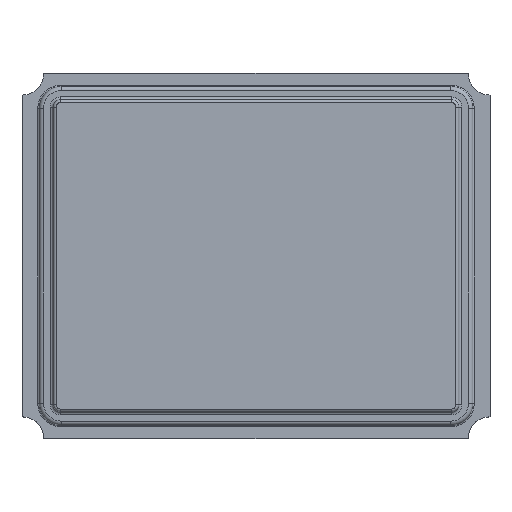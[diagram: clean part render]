
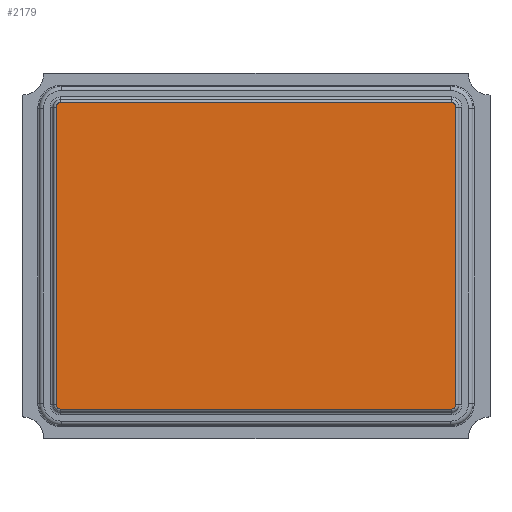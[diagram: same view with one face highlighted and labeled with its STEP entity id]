
A CAD part, top view. The second image highlights one B-rep face of the part: STEP entity #2179.
In plain terms, the highlighted planar face has unit normal (0, 0, 1).
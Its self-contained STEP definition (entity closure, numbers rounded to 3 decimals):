
#107=CIRCLE('',#2308,0.03);
#108=CIRCLE('',#2309,0.03);
#109=CIRCLE('',#2310,0.03);
#110=CIRCLE('',#2311,0.03);
#299=ORIENTED_EDGE('',*,*,#739,.T.);
#300=ORIENTED_EDGE('',*,*,#740,.T.);
#301=ORIENTED_EDGE('',*,*,#741,.T.);
#302=ORIENTED_EDGE('',*,*,#742,.T.);
#303=ORIENTED_EDGE('',*,*,#743,.T.);
#304=ORIENTED_EDGE('',*,*,#744,.T.);
#305=ORIENTED_EDGE('',*,*,#745,.T.);
#306=ORIENTED_EDGE('',*,*,#746,.T.);
#739=EDGE_CURVE('',#951,#952,#107,.T.);
#740=EDGE_CURVE('',#952,#953,#1084,.T.);
#741=EDGE_CURVE('',#953,#954,#108,.T.);
#742=EDGE_CURVE('',#954,#955,#1085,.T.);
#743=EDGE_CURVE('',#955,#956,#109,.T.);
#744=EDGE_CURVE('',#956,#957,#1086,.T.);
#745=EDGE_CURVE('',#957,#958,#110,.T.);
#746=EDGE_CURVE('',#958,#951,#1087,.T.);
#951=VERTEX_POINT('',#3167);
#952=VERTEX_POINT('',#3168);
#953=VERTEX_POINT('',#3170);
#954=VERTEX_POINT('',#3172);
#955=VERTEX_POINT('',#3174);
#956=VERTEX_POINT('',#3176);
#957=VERTEX_POINT('',#3178);
#958=VERTEX_POINT('',#3180);
#1084=LINE('',#3169,#1224);
#1085=LINE('',#3173,#1225);
#1086=LINE('',#3177,#1226);
#1087=LINE('',#3181,#1227);
#1224=VECTOR('',#2624,1000.);
#1225=VECTOR('',#2627,1000.);
#1226=VECTOR('',#2630,1000.);
#1227=VECTOR('',#2633,1000.);
#1309=EDGE_LOOP('',(#299,#300,#301,#302,#303,#304,#305,#306));
#1403=FACE_BOUND('',#1309,.T.);
#1488=PLANE('',#2307);
#2179=ADVANCED_FACE('',(#1403),#1488,.T.);
#2307=AXIS2_PLACEMENT_3D('',#3165,#2620,#2621);
#2308=AXIS2_PLACEMENT_3D('',#3166,#2622,#2623);
#2309=AXIS2_PLACEMENT_3D('',#3171,#2625,#2626);
#2310=AXIS2_PLACEMENT_3D('',#3175,#2628,#2629);
#2311=AXIS2_PLACEMENT_3D('',#3179,#2631,#2632);
#2620=DIRECTION('',(0.,0.,1.));
#2621=DIRECTION('',(1.,0.,0.));
#2622=DIRECTION('',(0.,0.,1.));
#2623=DIRECTION('',(1.,0.,0.));
#2624=DIRECTION('',(0.,1.,0.));
#2625=DIRECTION('',(0.,0.,1.));
#2626=DIRECTION('',(1.,0.,0.));
#2627=DIRECTION('',(-1.,0.,0.));
#2628=DIRECTION('',(0.,0.,1.));
#2629=DIRECTION('',(1.,0.,0.));
#2630=DIRECTION('',(0.,-1.,0.));
#2631=DIRECTION('',(0.,0.,1.));
#2632=DIRECTION('',(1.,0.,0.));
#2633=DIRECTION('',(1.,0.,0.));
#3165=CARTESIAN_POINT('',(0.,0.,0.));
#3166=CARTESIAN_POINT('',(1.337,-1.017,0.));
#3167=CARTESIAN_POINT('',(1.337,-1.047,0.));
#3168=CARTESIAN_POINT('',(1.367,-1.017,0.));
#3169=CARTESIAN_POINT('',(1.367,0.,0.));
#3170=CARTESIAN_POINT('',(1.367,1.017,0.));
#3171=CARTESIAN_POINT('',(1.337,1.017,0.));
#3172=CARTESIAN_POINT('',(1.337,1.047,0.));
#3173=CARTESIAN_POINT('',(0.,1.047,0.));
#3174=CARTESIAN_POINT('',(-1.337,1.047,0.));
#3175=CARTESIAN_POINT('',(-1.337,1.017,0.));
#3176=CARTESIAN_POINT('',(-1.367,1.017,0.));
#3177=CARTESIAN_POINT('',(-1.367,0.,0.));
#3178=CARTESIAN_POINT('',(-1.367,-1.017,0.));
#3179=CARTESIAN_POINT('',(-1.337,-1.017,0.));
#3180=CARTESIAN_POINT('',(-1.337,-1.047,0.));
#3181=CARTESIAN_POINT('',(0.,-1.047,0.));
